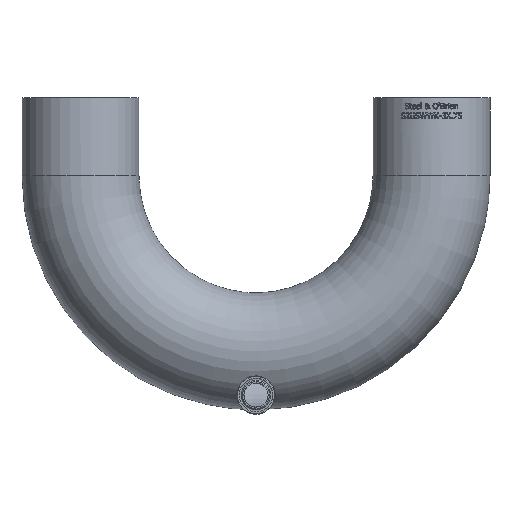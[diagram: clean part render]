
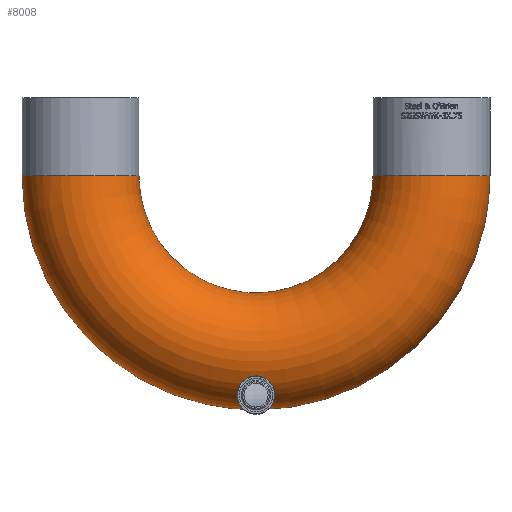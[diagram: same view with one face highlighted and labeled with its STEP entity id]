
A CAD part, top view. The second image highlights one B-rep face of the part: STEP entity #8008.
In plain terms, the highlighted toroidal (fillet/blend) face has major radius 114.3 mm and minor radius 38.1 mm.
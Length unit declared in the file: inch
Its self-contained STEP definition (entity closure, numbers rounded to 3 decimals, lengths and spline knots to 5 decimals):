
#24=TOROIDAL_SURFACE('',#8522,4.5,1.5);
#170=FACE_BOUND('',#1518,.T.);
#171=FACE_BOUND('',#1519,.T.);
#1004=FACE_OUTER_BOUND('',#1517,.T.);
#1517=EDGE_LOOP('',(#7463));
#1518=EDGE_LOOP('',(#7464));
#1519=EDGE_LOOP('',(#7465));
#1681=CIRCLE('',#8458,1.5);
#1709=CIRCLE('',#8518,1.5);
#3132=B_SPLINE_CURVE_WITH_KNOTS('',3,(#17600,#17601,#17602,#17603,#17604,
#17605,#17606,#17607,#17608,#17609,#17610,#17611,#17612,#17613,#17614,#17615,
#17616,#17617,#17618,#17619,#17620,#17621,#17622,#17623,#17624,#17625,#17626,
#17627,#17628,#17629,#17630,#17631,#17632,#17633,#17634,#17635,#17636,#17637,
#17638,#17639,#17640,#17641),.UNSPECIFIED.,.T.,.F.,(4,2,2,2,2,2,2,2,2,2,
2,2,2,2,2,2,2,2,2,2,4),(-0.00254,0.,0.92964,1.94467,
2.69741,3.04401,3.30908,3.59547,4.04716,
4.45517,4.83256,5.20995,5.61796,6.06965,
6.35604,6.62112,6.96771,7.72045,8.73548,
9.66512,9.66766),.UNSPECIFIED.);
#3898=VERTEX_POINT('',#17456);
#3922=VERTEX_POINT('',#17599);
#3927=VERTEX_POINT('',#17657);
#5076=EDGE_CURVE('',#3898,#3898,#1681,.T.);
#5101=EDGE_CURVE('',#3922,#3922,#3132,.T.);
#5106=EDGE_CURVE('',#3927,#3927,#1709,.T.);
#7463=ORIENTED_EDGE('',*,*,#5076,.F.);
#7464=ORIENTED_EDGE('',*,*,#5101,.F.);
#7465=ORIENTED_EDGE('',*,*,#5106,.F.);
#8008=ADVANCED_FACE('',(#1004,#170,#171),#24,.T.);
#8458=AXIS2_PLACEMENT_3D('',#17457,#9925,#9926);
#8518=AXIS2_PLACEMENT_3D('',#17658,#10045,#10046);
#8522=AXIS2_PLACEMENT_3D('',#17663,#10053,#10054);
#9925=DIRECTION('center_axis',(0.,1.,0.));
#9926=DIRECTION('ref_axis',(-1.,0.,0.));
#10045=DIRECTION('center_axis',(0.,1.,0.));
#10046=DIRECTION('ref_axis',(1.,0.,0.));
#10053=DIRECTION('center_axis',(0.,0.,
1.));
#10054=DIRECTION('ref_axis',(-1.,0.,0.));
#17456=CARTESIAN_POINT('',(6.,2.75731,0.));
#17457=CARTESIAN_POINT('Origin',(4.5,2.75731,0.));
#17599=CARTESIAN_POINT('',(0.,-3.24269,0.));
#17600=CARTESIAN_POINT('Ctrl Pts',(0.,-3.24269,
0.));
#17601=CARTESIAN_POINT('Ctrl Pts',(0.00015,-3.24269,
0.0003));
#17602=CARTESIAN_POINT('Ctrl Pts',(0.00031,-3.24269,
0.00059));
#17603=CARTESIAN_POINT('Ctrl Pts',(0.05644,-3.24262,
0.10929));
#17604=CARTESIAN_POINT('Ctrl Pts',(0.11255,-3.23002,0.2179));
#17605=CARTESIAN_POINT('Ctrl Pts',(0.22097,-3.17714,
0.44243));
#17606=CARTESIAN_POINT('Ctrl Pts',(0.27298,-3.13418,
0.55883));
#17607=CARTESIAN_POINT('Ctrl Pts',(0.34072,-3.03272,
0.75416));
#17608=CARTESIAN_POINT('Ctrl Pts',(0.36262,-2.98059,
0.83577));
#17609=CARTESIAN_POINT('Ctrl Pts',(0.37512,-2.89368,
0.94786));
#17610=CARTESIAN_POINT('Ctrl Pts',(0.37621,-2.86461,
0.98232));
#17611=CARTESIAN_POINT('Ctrl Pts',(0.37145,-2.81124,1.04057));
#17612=CARTESIAN_POINT('Ctrl Pts',(0.36717,-2.7874,
1.06499));
#17613=CARTESIAN_POINT('Ctrl Pts',(0.3526,-2.73716,
1.11345));
#17614=CARTESIAN_POINT('Ctrl Pts',(0.34187,-2.71074,
1.13725));
#17615=CARTESIAN_POINT('Ctrl Pts',(0.30449,-2.64383,
1.19393));
#17616=CARTESIAN_POINT('Ctrl Pts',(0.27418,-2.60761,
1.22122));
#17617=CARTESIAN_POINT('Ctrl Pts',(0.20532,-2.55106,
1.26152));
#17618=CARTESIAN_POINT('Ctrl Pts',(0.16712,-2.52895,
1.27603));
#17619=CARTESIAN_POINT('Ctrl Pts',(0.0849,-2.50004,
1.29457));
#17620=CARTESIAN_POINT('Ctrl Pts',(0.04278,-2.49269,
1.29904));
#17621=CARTESIAN_POINT('Ctrl Pts',(-0.04278,-2.49269,
1.29904));
#17622=CARTESIAN_POINT('Ctrl Pts',(-0.0849,-2.50004,
1.29457));
#17623=CARTESIAN_POINT('Ctrl Pts',(-0.16712,-2.52895,
1.27603));
#17624=CARTESIAN_POINT('Ctrl Pts',(-0.20532,-2.55106,
1.26152));
#17625=CARTESIAN_POINT('Ctrl Pts',(-0.27418,-2.60761,
1.22122));
#17626=CARTESIAN_POINT('Ctrl Pts',(-0.30449,-2.64383,
1.19393));
#17627=CARTESIAN_POINT('Ctrl Pts',(-0.34187,-2.71074,
1.13725));
#17628=CARTESIAN_POINT('Ctrl Pts',(-0.3526,-2.73716,
1.11345));
#17629=CARTESIAN_POINT('Ctrl Pts',(-0.36717,-2.7874,
1.06499));
#17630=CARTESIAN_POINT('Ctrl Pts',(-0.37145,-2.81124,
1.04057));
#17631=CARTESIAN_POINT('Ctrl Pts',(-0.37621,-2.86461,
0.98232));
#17632=CARTESIAN_POINT('Ctrl Pts',(-0.37512,-2.89368,
0.94786));
#17633=CARTESIAN_POINT('Ctrl Pts',(-0.36262,-2.98059,
0.83577));
#17634=CARTESIAN_POINT('Ctrl Pts',(-0.34072,-3.03272,
0.75416));
#17635=CARTESIAN_POINT('Ctrl Pts',(-0.27298,-3.13418,
0.55883));
#17636=CARTESIAN_POINT('Ctrl Pts',(-0.22097,-3.17714,
0.44243));
#17637=CARTESIAN_POINT('Ctrl Pts',(-0.11255,-3.23002,
0.2179));
#17638=CARTESIAN_POINT('Ctrl Pts',(-0.05644,-3.24262,
0.10929));
#17639=CARTESIAN_POINT('Ctrl Pts',(-0.00031,-3.24269,
0.00059));
#17640=CARTESIAN_POINT('Ctrl Pts',(-0.00015,-3.24269,
0.0003));
#17641=CARTESIAN_POINT('Ctrl Pts',(0.,-3.24269,
0.));
#17657=CARTESIAN_POINT('',(-4.5,2.75731,-1.5));
#17658=CARTESIAN_POINT('Origin',(-4.5,2.75731,0.));
#17663=CARTESIAN_POINT('Origin',(0.,2.75731,
0.));
